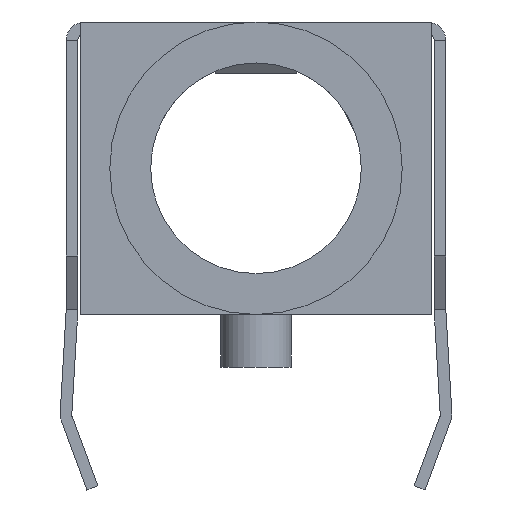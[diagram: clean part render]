
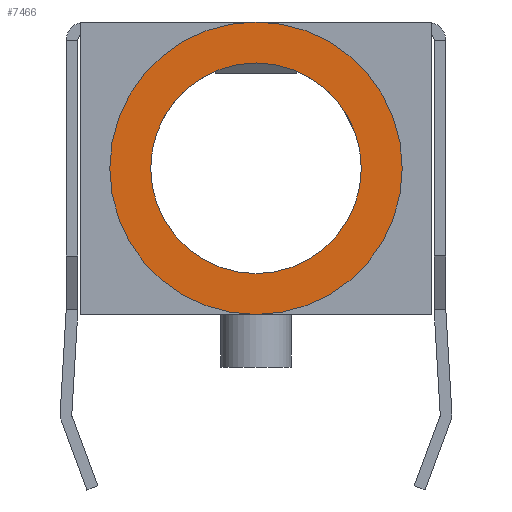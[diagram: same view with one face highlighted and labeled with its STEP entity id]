
A CAD part, left-side view. The second image highlights one B-rep face of the part: STEP entity #7466.
In plain terms, the highlighted planar face has unit normal (-1, 0, 0).
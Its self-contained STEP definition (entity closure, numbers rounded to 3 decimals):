
#378 = CARTESIAN_POINT ( 'NONE',  ( -7., 2.5, 2.5 ) ) ;
#397 = ORIENTED_EDGE ( 'NONE', *, *, #21412, .F. ) ;
#900 = ORIENTED_EDGE ( 'NONE', *, *, #15291, .T. ) ;
#1162 = CIRCLE ( 'NONE', #19555, 2.5 ) ;
#1532 = AXIS2_PLACEMENT_3D ( 'NONE', #17562, #19429, #21366 ) ;
#2281 = EDGE_CURVE ( 'NONE', #21868, #13744, #18915, .T. ) ;
#2428 = CARTESIAN_POINT ( 'NONE',  ( -7., 1.8, 2.5 ) ) ;
#2712 = ORIENTED_EDGE ( 'NONE', *, *, #22049, .T. ) ;
#3246 = ORIENTED_EDGE ( 'NONE', *, *, #2281, .F. ) ;
#3822 = AXIS2_PLACEMENT_3D ( 'NONE', #6941, #10884, #22507 ) ;
#6190 = AXIS2_PLACEMENT_3D ( 'NONE', #25427, #15522, #23495 ) ;
#6941 = CARTESIAN_POINT ( 'NONE',  ( -7., 0., 2.5 ) ) ;
#7466 = ADVANCED_FACE ( 'NONE', ( #8666, #20920 ), #12844, .T. ) ;
#7616 = VERTEX_POINT ( 'NONE', #378 ) ;
#8666 = FACE_BOUND ( 'NONE', #24552, .T. ) ;
#10810 = CIRCLE ( 'NONE', #6190, 2.5 ) ;
#10884 = DIRECTION ( 'NONE',  ( -1., 0., 0. ) ) ;
#11416 = AXIS2_PLACEMENT_3D ( 'NONE', #15780, #17337, #25296 ) ;
#12844 = PLANE ( 'NONE',  #3822 ) ;
#13744 = VERTEX_POINT ( 'NONE', #17907 ) ;
#15184 = EDGE_LOOP ( 'NONE', ( #900, #2712 ) ) ;
#15291 = EDGE_CURVE ( 'NONE', #7616, #16715, #1162, .T. ) ;
#15522 = DIRECTION ( 'NONE',  ( -1., 0., 0. ) ) ;
#15780 = CARTESIAN_POINT ( 'NONE',  ( -7., 0., 2.5 ) ) ;
#16715 = VERTEX_POINT ( 'NONE', #20010 ) ;
#17337 = DIRECTION ( 'NONE',  ( -1., 0., 0. ) ) ;
#17562 = CARTESIAN_POINT ( 'NONE',  ( -7., 0., 2.5 ) ) ;
#17755 = DIRECTION ( 'NONE',  ( 0., -1., 0. ) ) ;
#17907 = CARTESIAN_POINT ( 'NONE',  ( -7., -1.8, 2.5 ) ) ;
#18152 = CARTESIAN_POINT ( 'NONE',  ( -7., 0., 2.5 ) ) ;
#18915 = CIRCLE ( 'NONE', #11416, 1.8 ) ;
#19429 = DIRECTION ( 'NONE',  ( -1., 0., 0. ) ) ;
#19555 = AXIS2_PLACEMENT_3D ( 'NONE', #18152, #23768, #17755 ) ;
#20010 = CARTESIAN_POINT ( 'NONE',  ( -7., -2.5, 2.5 ) ) ;
#20920 = FACE_OUTER_BOUND ( 'NONE', #15184, .T. ) ;
#21366 = DIRECTION ( 'NONE',  ( 0., -1., 0. ) ) ;
#21412 = EDGE_CURVE ( 'NONE', #13744, #21868, #21576, .T. ) ;
#21576 = CIRCLE ( 'NONE', #1532, 1.8 ) ;
#21868 = VERTEX_POINT ( 'NONE', #2428 ) ;
#22049 = EDGE_CURVE ( 'NONE', #16715, #7616, #10810, .T. ) ;
#22507 = DIRECTION ( 'NONE',  ( 0., -1., 0. ) ) ;
#23495 = DIRECTION ( 'NONE',  ( 0., -1., 0. ) ) ;
#23768 = DIRECTION ( 'NONE',  ( -1., 0., 0. ) ) ;
#24552 = EDGE_LOOP ( 'NONE', ( #397, #3246 ) ) ;
#25296 = DIRECTION ( 'NONE',  ( 0., -1., 0. ) ) ;
#25427 = CARTESIAN_POINT ( 'NONE',  ( -7., 0., 2.5 ) ) ;
